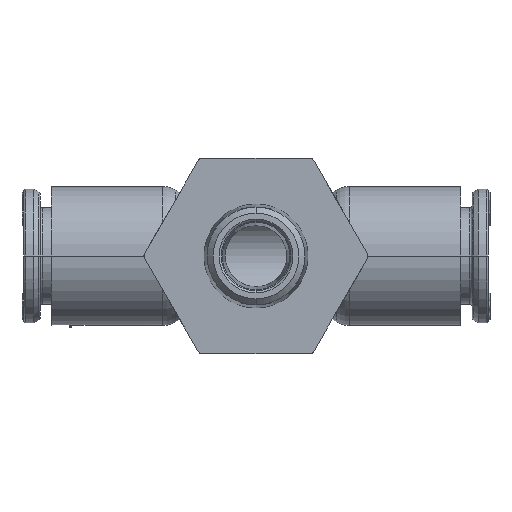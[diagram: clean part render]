
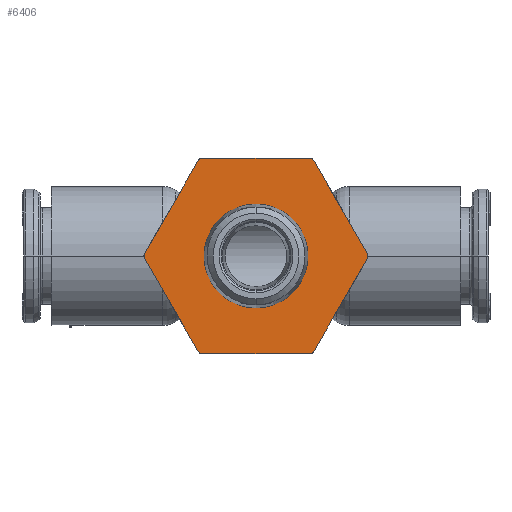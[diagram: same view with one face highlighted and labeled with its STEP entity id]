
A CAD part, front view. The second image highlights one B-rep face of the part: STEP entity #6406.
In plain terms, the highlighted planar face has unit normal (0, -1, 0).
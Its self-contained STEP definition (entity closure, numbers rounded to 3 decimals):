
#6406=ADVANCED_FACE('',(#12993,#12994),#12995,.F.);
#12993=FACE_OUTER_BOUND('',#24825,.T.);
#12994=FACE_BOUND('',#24826,.T.);
#12995=PLANE('',#24827);
#24825=EDGE_LOOP('',(#44122,#44123,#44124,#44125,#44126,#44127,#44128,#44129,#44130,#44131,#44132,#44133));
#24826=EDGE_LOOP('',(#44134,#44135));
#24827=AXIS2_PLACEMENT_3D('',#44136,#44137,#44138);
#44122=ORIENTED_EDGE('',*,*,#46273,.T.);
#44123=ORIENTED_EDGE('',*,*,#53082,.F.);
#44124=ORIENTED_EDGE('',*,*,#50656,.T.);
#44125=ORIENTED_EDGE('',*,*,#48106,.F.);
#44126=ORIENTED_EDGE('',*,*,#46915,.T.);
#44127=ORIENTED_EDGE('',*,*,#49073,.F.);
#44128=ORIENTED_EDGE('',*,*,#46404,.T.);
#44129=ORIENTED_EDGE('',*,*,#52174,.F.);
#44130=ORIENTED_EDGE('',*,*,#51166,.T.);
#44131=ORIENTED_EDGE('',*,*,#52453,.F.);
#44132=ORIENTED_EDGE('',*,*,#51518,.T.);
#44133=ORIENTED_EDGE('',*,*,#48566,.F.);
#44134=ORIENTED_EDGE('',*,*,#49150,.F.);
#44135=ORIENTED_EDGE('',*,*,#53277,.F.);
#44136=CARTESIAN_POINT('',(0.0,-27.5,0.0));
#44137=DIRECTION('',(0.0,1.0,0.0));
#44138=DIRECTION('',(0.0,0.0,-1.0));
#46273=EDGE_CURVE('',#54861,#54859,#54862,.T.);
#46404=EDGE_CURVE('',#55094,#55092,#55095,.T.);
#46915=EDGE_CURVE('',#55992,#55990,#55993,.T.);
#48106=EDGE_CURVE('',#55992,#57968,#57969,.T.);
#48566=EDGE_CURVE('',#54861,#58711,#58712,.T.);
#49073=EDGE_CURVE('',#55094,#55990,#59528,.T.);
#49150=EDGE_CURVE('',#59645,#59642,#59647,.T.);
#50656=EDGE_CURVE('',#61853,#57968,#61854,.T.);
#51166=EDGE_CURVE('',#62521,#62519,#62522,.T.);
#51518=EDGE_CURVE('',#62974,#58711,#62975,.T.);
#52174=EDGE_CURVE('',#62521,#55092,#63780,.T.);
#52453=EDGE_CURVE('',#62974,#62519,#64095,.T.);
#53082=EDGE_CURVE('',#61853,#54859,#64775,.T.);
#53277=EDGE_CURVE('',#59642,#59645,#64975,.T.);
#54859=VERTEX_POINT('',#67481);
#54861=VERTEX_POINT('',#67484);
#54862=CIRCLE('',#67485,0.5);
#55092=VERTEX_POINT('',#67918);
#55094=VERTEX_POINT('',#67921);
#55095=CIRCLE('',#67922,0.5);
#55990=VERTEX_POINT('',#69242);
#55992=VERTEX_POINT('',#69245);
#55993=CIRCLE('',#69246,0.5);
#57968=VERTEX_POINT('',#72825);
#57969=LINE('',#72826,#72827);
#58711=VERTEX_POINT('',#74558);
#58712=LINE('',#74559,#74560);
#59528=LINE('',#76129,#76130);
#59642=VERTEX_POINT('',#76294);
#59645=VERTEX_POINT('',#76298);
#59647=CIRCLE('',#76301,5.055);
#61853=VERTEX_POINT('',#80712);
#61854=CIRCLE('',#80713,0.5);
#62519=VERTEX_POINT('',#82431);
#62521=VERTEX_POINT('',#82434);
#62522=CIRCLE('',#82435,0.5);
#62974=VERTEX_POINT('',#83325);
#62975=CIRCLE('',#83326,0.5);
#63780=LINE('',#84890,#84891);
#64095=LINE('',#85518,#85519);
#64775=LINE('',#86802,#86803);
#64975=CIRCLE('',#87069,5.055);
#67481=CARTESIAN_POINT('',(-5.196,-27.5,-9.5));
#67484=CARTESIAN_POINT('',(-5.629,-27.5,-9.25));
#67485=AXIS2_PLACEMENT_3D('',#88173,#88174,#88175);
#67918=CARTESIAN_POINT('',(5.196,-27.5,9.5));
#67921=CARTESIAN_POINT('',(5.629,-27.5,9.25));
#67922=AXIS2_PLACEMENT_3D('',#88326,#88327,#88328);
#69242=CARTESIAN_POINT('',(10.825,-27.5,0.25));
#69245=CARTESIAN_POINT('',(10.825,-27.5,-0.25));
#69246=AXIS2_PLACEMENT_3D('',#88930,#88931,#88932);
#72825=CARTESIAN_POINT('',(5.629,-27.5,-9.25));
#72826=CARTESIAN_POINT('',(10.825,-27.5,-0.25));
#72827=VECTOR('',#90204,10.392);
#74558=CARTESIAN_POINT('',(-10.825,-27.5,-0.25));
#74559=CARTESIAN_POINT('',(-5.629,-27.5,-9.25));
#74560=VECTOR('',#90734,10.392);
#76129=CARTESIAN_POINT('',(5.629,-27.5,9.25));
#76130=VECTOR('',#91253,10.392);
#76294=CARTESIAN_POINT('',(0.,-27.5,-5.055));
#76298=CARTESIAN_POINT('',(0.0,-27.5,5.055));
#76301=AXIS2_PLACEMENT_3D('',#91339,#91340,#91341);
#80712=CARTESIAN_POINT('',(5.196,-27.5,-9.5));
#80713=AXIS2_PLACEMENT_3D('',#92829,#92830,#92831);
#82431=CARTESIAN_POINT('',(-5.629,-27.5,9.25));
#82434=CARTESIAN_POINT('',(-5.196,-27.5,9.5));
#82435=AXIS2_PLACEMENT_3D('',#93278,#93279,#93280);
#83325=CARTESIAN_POINT('',(-10.825,-27.5,0.25));
#83326=AXIS2_PLACEMENT_3D('',#93604,#93605,#93606);
#84890=CARTESIAN_POINT('',(-5.196,-27.5,9.5));
#84891=VECTOR('',#94175,10.392);
#85518=CARTESIAN_POINT('',(-10.825,-27.5,0.25));
#85519=VECTOR('',#94398,10.392);
#86802=CARTESIAN_POINT('',(5.196,-27.5,-9.5));
#86803=VECTOR('',#94814,10.392);
#87069=AXIS2_PLACEMENT_3D('',#94922,#94923,#94924);
#88173=CARTESIAN_POINT('',(-5.196,-27.5,-9.0));
#88174=DIRECTION('',(0.0,-1.0,-0.0));
#88175=DIRECTION('',(-0.866,0.0,-0.5));
#88326=CARTESIAN_POINT('',(5.196,-27.5,9.0));
#88327=DIRECTION('',(0.0,-1.0,0.0));
#88328=DIRECTION('',(0.866,0.0,0.5));
#88930=CARTESIAN_POINT('',(10.392,-27.5,0.0));
#88931=DIRECTION('',(0.0,-1.0,0.0));
#88932=DIRECTION('',(0.866,0.0,-0.5));
#90204=DIRECTION('',(-0.5,0.0,-0.866));
#90734=DIRECTION('',(-0.5,0.0,0.866));
#91253=DIRECTION('',(0.5,0.0,-0.866));
#91339=CARTESIAN_POINT('',(0.0,-27.5,0.0));
#91340=DIRECTION('',(0.0,-1.0,0.0));
#91341=DIRECTION('',(0.0,0.0,-1.0));
#92829=CARTESIAN_POINT('',(5.196,-27.5,-9.0));
#92830=DIRECTION('',(0.0,-1.0,0.0));
#92831=DIRECTION('',(0.0,0.0,-1.0));
#93278=CARTESIAN_POINT('',(-5.196,-27.5,9.0));
#93279=DIRECTION('',(0.0,-1.0,0.0));
#93280=DIRECTION('',(0.0,0.0,1.0));
#93604=CARTESIAN_POINT('',(-10.392,-27.5,0.0));
#93605=DIRECTION('',(-0.0,-1.0,0.0));
#93606=DIRECTION('',(-0.866,0.0,0.5));
#94175=DIRECTION('',(1.0,0.0,0.0));
#94398=DIRECTION('',(0.5,0.0,0.866));
#94814=DIRECTION('',(-1.0,0.0,0.0));
#94922=CARTESIAN_POINT('',(0.0,-27.5,0.0));
#94923=DIRECTION('',(0.0,-1.0,0.0));
#94924=DIRECTION('',(0.0,0.0,-1.0));
